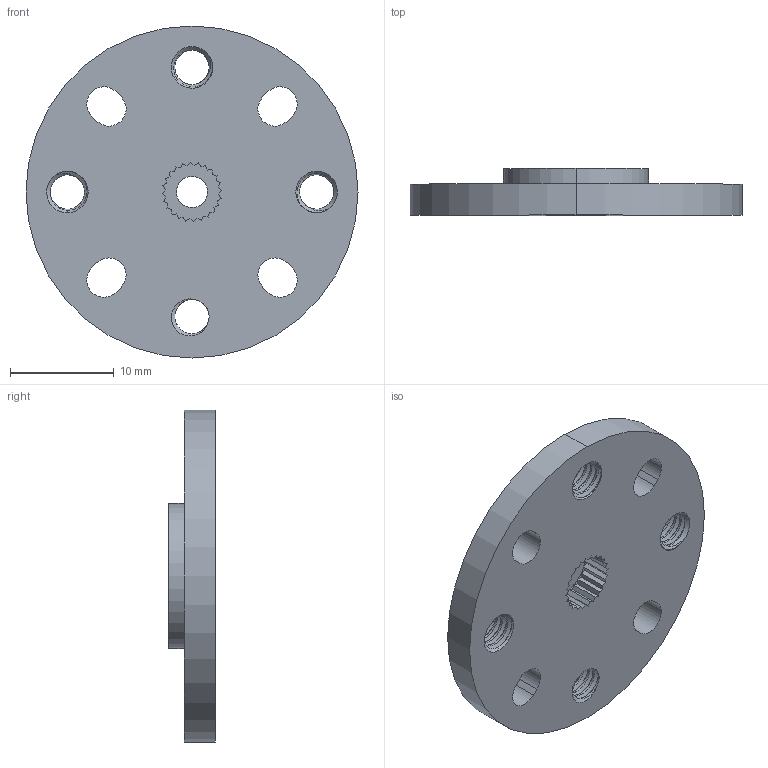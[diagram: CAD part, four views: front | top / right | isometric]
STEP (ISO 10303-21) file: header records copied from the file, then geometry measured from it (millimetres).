
FILE_DESCRIPTION (( 'STEP AP203' ), '1' );
FILE_NAME ('1906-0024-0032.STEP', '2017-04-13T14:22:15', ( '' ), ( '' ), 'SwSTEP 2.0', 'SolidWorks 2016', '' );
FILE_SCHEMA (( 'CONFIG_CONTROL_DESIGN' ));
Length unit declared in the file: millimetre
Products named in the file (1): 1906-0024-0032
Bounding box: 31.98 x 4.5 x 31.98 mm (x, y, z)
Volume: 2294.2 mm3; surface area: 2238 mm2
Topology: 1 solids, 1 shells, 185 faces, 522 edges, 342 vertices
Faces by surface type: cylinder 93, plane 61, cone 23, bspline 8
Entity records: 15570 total; most frequent: CARTESIAN_POINT 11118, ORIENTED_EDGE 1044, DIRECTION 783, EDGE_CURVE 522, VERTEX_POINT 342, LINE 269, VECTOR 269, AXIS2_PLACEMENT_3D 257
